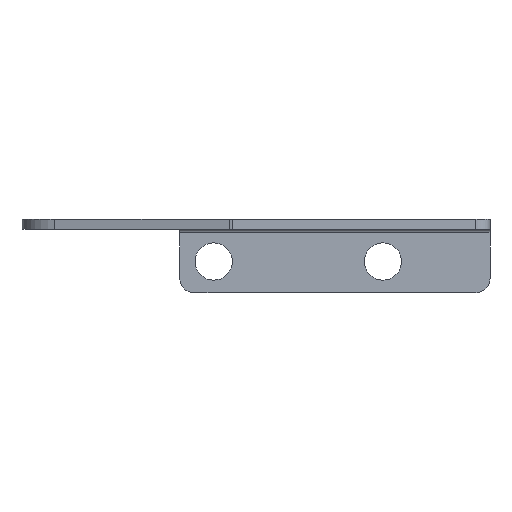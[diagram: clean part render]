
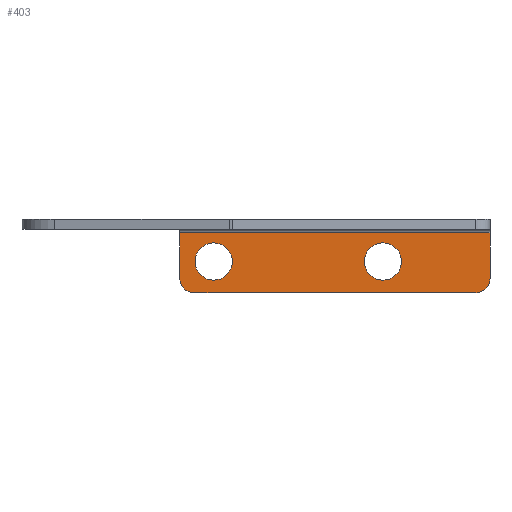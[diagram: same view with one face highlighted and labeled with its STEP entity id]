
A CAD part, left-side view. The second image highlights one B-rep face of the part: STEP entity #403.
In plain terms, the highlighted planar face has unit normal (-1, 0, 0).
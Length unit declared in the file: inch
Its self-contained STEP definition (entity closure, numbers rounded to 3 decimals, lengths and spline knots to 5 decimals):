
#37 = CARTESIAN_POINT ( 'NONE',  ( 0.7, -0.45, -0.119 ) ) ;
#75 = EDGE_CURVE ( 'NONE', #297, #677, #776, .T. ) ;
#87 = ORIENTED_EDGE ( 'NONE', *, *, #316, .F. ) ;
#98 = DIRECTION ( 'NONE',  ( 0., 0., 1. ) ) ;
#107 = DIRECTION ( 'NONE',  ( 0., 0., 1. ) ) ;
#131 = CIRCLE ( 'NONE', #1037, 0.16535 ) ;
#142 = EDGE_LOOP ( 'NONE', ( #1151, #799 ) ) ;
#169 = FACE_BOUND ( 'NONE', #1405, .T. ) ;
#173 = AXIS2_PLACEMENT_3D ( 'NONE', #359, #706, #107 ) ;
#222 = LINE ( 'NONE', #1448, #855 ) ;
#241 = CARTESIAN_POINT ( 'NONE',  ( 0.7, -0.45, -0.119 ) ) ;
#279 = CARTESIAN_POINT ( 'NONE',  ( 0.7, -0.45, -0.09 ) ) ;
#297 = VERTEX_POINT ( 'NONE', #928 ) ;
#316 = EDGE_CURVE ( 'NONE', #1092, #1509, #1543, .T. ) ;
#335 = EDGE_CURVE ( 'NONE', #1282, #1279, #930, .T. ) ;
#359 = CARTESIAN_POINT ( 'NONE',  ( 0.7, -3.075, -0.525 ) ) ;
#388 = DIRECTION ( 'NONE',  ( 0., 0., 1. ) ) ;
#399 = DIRECTION ( 'NONE',  ( 0., 0., 1. ) ) ;
#403 = ADVANCED_FACE ( 'NONE', ( #1170, #169, #690 ), #1549, .T. ) ;
#434 = CARTESIAN_POINT ( 'NONE',  ( 0.7, -0.75, -0.37402 ) ) ;
#438 = EDGE_CURVE ( 'NONE', #1539, #677, #222, .T. ) ;
#451 = AXIS2_PLACEMENT_3D ( 'NONE', #568, #560, #1043 ) ;
#454 = CARTESIAN_POINT ( 'NONE',  ( 0.7, -2.25, -0.20866 ) ) ;
#493 = CARTESIAN_POINT ( 'NONE',  ( 0.7, -0.75, -0.37402 ) ) ;
#531 = DIRECTION ( 'NONE',  ( -1., 0., 0. ) ) ;
#555 = DIRECTION ( 'NONE',  ( 0., 0., 1. ) ) ;
#560 = DIRECTION ( 'NONE',  ( -1., 0., 0. ) ) ;
#568 = CARTESIAN_POINT ( 'NONE',  ( 0.7, 0., 0. ) ) ;
#571 = DIRECTION ( 'NONE',  ( 0., 0., 1. ) ) ;
#594 = DIRECTION ( 'NONE',  ( 0., -1., 0. ) ) ;
#611 = EDGE_CURVE ( 'NONE', #297, #1268, #1118, .T. ) ;
#622 = EDGE_CURVE ( 'NONE', #1279, #1282, #1086, .T. ) ;
#638 = ORIENTED_EDGE ( 'NONE', *, *, #882, .T. ) ;
#648 = ORIENTED_EDGE ( 'NONE', *, *, #611, .F. ) ;
#652 = CARTESIAN_POINT ( 'NONE',  ( 0.7, -2.25, -0.37402 ) ) ;
#677 = VERTEX_POINT ( 'NONE', #1350 ) ;
#685 = DIRECTION ( 'NONE',  ( -1., 0., 0. ) ) ;
#690 = FACE_OUTER_BOUND ( 'NONE', #898, .T. ) ;
#692 = LINE ( 'NONE', #241, #1174 ) ;
#702 = CARTESIAN_POINT ( 'NONE',  ( 0.7, -2.25, -0.37402 ) ) ;
#703 = ORIENTED_EDGE ( 'NONE', *, *, #1376, .F. ) ;
#706 = DIRECTION ( 'NONE',  ( -1., 0., 0. ) ) ;
#716 = CARTESIAN_POINT ( 'NONE',  ( 0.7, -0.75, -0.53937 ) ) ;
#717 = CARTESIAN_POINT ( 'NONE',  ( 0.7, -0.575, -0.525 ) ) ;
#776 = CIRCLE ( 'NONE', #173, 0.125 ) ;
#791 = ORIENTED_EDGE ( 'NONE', *, *, #958, .F. ) ;
#799 = ORIENTED_EDGE ( 'NONE', *, *, #335, .F. ) ;
#847 = VERTEX_POINT ( 'NONE', #454 ) ;
#855 = VECTOR ( 'NONE', #1441, 39.37008 ) ;
#873 = CARTESIAN_POINT ( 'NONE',  ( 0.7, -0.45, -0.65 ) ) ;
#882 = EDGE_CURVE ( 'NONE', #1092, #1268, #1169, .T. ) ;
#898 = EDGE_LOOP ( 'NONE', ( #87, #638, #648, #1458, #1157, #703 ) ) ;
#928 = CARTESIAN_POINT ( 'NONE',  ( 0.7, -3.075, -0.65 ) ) ;
#930 = CIRCLE ( 'NONE', #1449, 0.16535 ) ;
#957 = CARTESIAN_POINT ( 'NONE',  ( 0.7, -0.75, -0.20866 ) ) ;
#958 = EDGE_CURVE ( 'NONE', #1040, #847, #1370, .T. ) ;
#983 = CARTESIAN_POINT ( 'NONE',  ( 0.7, -2.25, -0.53937 ) ) ;
#1008 = AXIS2_PLACEMENT_3D ( 'NONE', #493, #1246, #388 ) ;
#1033 = AXIS2_PLACEMENT_3D ( 'NONE', #702, #1188, #399 ) ;
#1037 = AXIS2_PLACEMENT_3D ( 'NONE', #652, #685, #555 ) ;
#1040 = VERTEX_POINT ( 'NONE', #983 ) ;
#1043 = DIRECTION ( 'NONE',  ( 0., 0., 1. ) ) ;
#1060 = VECTOR ( 'NONE', #1183, 39.37008 ) ;
#1074 = ORIENTED_EDGE ( 'NONE', *, *, #1171, .F. ) ;
#1086 = CIRCLE ( 'NONE', #1008, 0.16535 ) ;
#1092 = VERTEX_POINT ( 'NONE', #1115 ) ;
#1115 = CARTESIAN_POINT ( 'NONE',  ( 0.7, -0.45, -0.525 ) ) ;
#1118 = LINE ( 'NONE', #873, #1394 ) ;
#1126 = DIRECTION ( 'NONE',  ( 0., 1., 0. ) ) ;
#1151 = ORIENTED_EDGE ( 'NONE', *, *, #622, .F. ) ;
#1157 = ORIENTED_EDGE ( 'NONE', *, *, #438, .F. ) ;
#1169 = CIRCLE ( 'NONE', #1450, 0.125 ) ;
#1170 = FACE_BOUND ( 'NONE', #142, .T. ) ;
#1171 = EDGE_CURVE ( 'NONE', #847, #1040, #131, .T. ) ;
#1174 = VECTOR ( 'NONE', #594, 39.37008 ) ;
#1183 = DIRECTION ( 'NONE',  ( 0., 0., 1. ) ) ;
#1188 = DIRECTION ( 'NONE',  ( -1., 0., 0. ) ) ;
#1246 = DIRECTION ( 'NONE',  ( -1., 0., 0. ) ) ;
#1268 = VERTEX_POINT ( 'NONE', #1428 ) ;
#1279 = VERTEX_POINT ( 'NONE', #716 ) ;
#1282 = VERTEX_POINT ( 'NONE', #957 ) ;
#1331 = DIRECTION ( 'NONE',  ( -1., 0., 0. ) ) ;
#1350 = CARTESIAN_POINT ( 'NONE',  ( 0.7, -3.2, -0.525 ) ) ;
#1370 = CIRCLE ( 'NONE', #1033, 0.16535 ) ;
#1376 = EDGE_CURVE ( 'NONE', #1509, #1539, #692, .T. ) ;
#1394 = VECTOR ( 'NONE', #1126, 39.37008 ) ;
#1405 = EDGE_LOOP ( 'NONE', ( #791, #1074 ) ) ;
#1428 = CARTESIAN_POINT ( 'NONE',  ( 0.7, -0.575, -0.65 ) ) ;
#1441 = DIRECTION ( 'NONE',  ( 0., 0., -1. ) ) ;
#1448 = CARTESIAN_POINT ( 'NONE',  ( 0.7, -3.2, -0.65 ) ) ;
#1449 = AXIS2_PLACEMENT_3D ( 'NONE', #434, #531, #98 ) ;
#1450 = AXIS2_PLACEMENT_3D ( 'NONE', #717, #1331, #571 ) ;
#1458 = ORIENTED_EDGE ( 'NONE', *, *, #75, .T. ) ;
#1485 = CARTESIAN_POINT ( 'NONE',  ( 0.7, -3.2, -0.119 ) ) ;
#1509 = VERTEX_POINT ( 'NONE', #37 ) ;
#1539 = VERTEX_POINT ( 'NONE', #1485 ) ;
#1543 = LINE ( 'NONE', #279, #1060 ) ;
#1549 = PLANE ( 'NONE',  #451 ) ;
